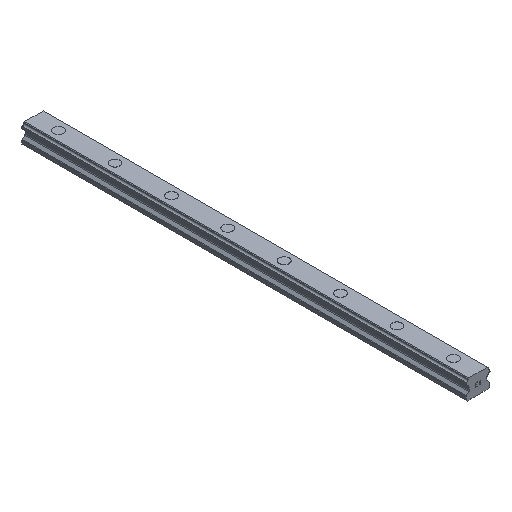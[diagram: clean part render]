
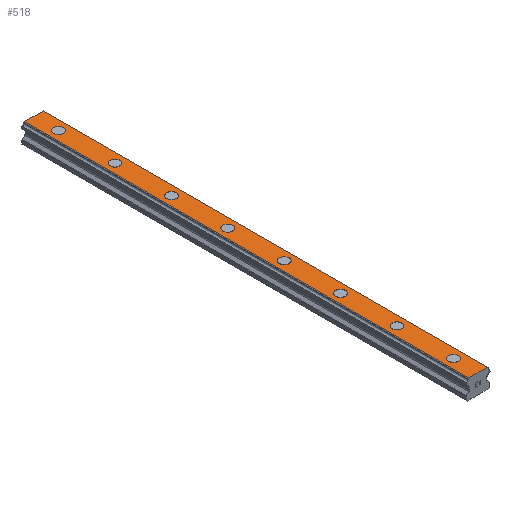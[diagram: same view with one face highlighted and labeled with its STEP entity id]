
A CAD part, isometric view. The second image highlights one B-rep face of the part: STEP entity #518.
In plain terms, the highlighted planar face has unit normal (0, 0, 1).
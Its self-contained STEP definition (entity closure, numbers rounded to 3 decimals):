
#518=ADVANCED_FACE('',(#1063,#1064,#1065,#1066,#1067,#1068,#1069,#1070,#1071),#1072,.T.);
#1063=FACE_BOUND('',#1636,.T.);
#1064=FACE_BOUND('',#1637,.T.);
#1065=FACE_BOUND('',#1638,.T.);
#1066=FACE_BOUND('',#1639,.T.);
#1067=FACE_BOUND('',#1640,.T.);
#1068=FACE_BOUND('',#1641,.T.);
#1069=FACE_BOUND('',#1642,.T.);
#1070=FACE_BOUND('',#1643,.T.);
#1071=FACE_OUTER_BOUND('',#1644,.T.);
#1072=PLANE('',#1645);
#1636=EDGE_LOOP('',(#3122,#3123));
#1637=EDGE_LOOP('',(#3124,#3125));
#1638=EDGE_LOOP('',(#3126,#3127));
#1639=EDGE_LOOP('',(#3128,#3129));
#1640=EDGE_LOOP('',(#3130,#3131));
#1641=EDGE_LOOP('',(#3132,#3133));
#1642=EDGE_LOOP('',(#3134,#3135));
#1643=EDGE_LOOP('',(#3136,#3137));
#1644=EDGE_LOOP('',(#3138,#3139,#3140,#3141));
#1645=AXIS2_PLACEMENT_3D('',#3142,#3143,#3144);
#3122=ORIENTED_EDGE('',*,*,#3407,.T.);
#3123=ORIENTED_EDGE('',*,*,#3825,.T.);
#3124=ORIENTED_EDGE('',*,*,#3397,.T.);
#3125=ORIENTED_EDGE('',*,*,#3831,.T.);
#3126=ORIENTED_EDGE('',*,*,#3387,.T.);
#3127=ORIENTED_EDGE('',*,*,#3837,.T.);
#3128=ORIENTED_EDGE('',*,*,#3377,.T.);
#3129=ORIENTED_EDGE('',*,*,#3843,.T.);
#3130=ORIENTED_EDGE('',*,*,#3367,.T.);
#3131=ORIENTED_EDGE('',*,*,#3849,.T.);
#3132=ORIENTED_EDGE('',*,*,#3357,.T.);
#3133=ORIENTED_EDGE('',*,*,#3855,.T.);
#3134=ORIENTED_EDGE('',*,*,#3347,.T.);
#3135=ORIENTED_EDGE('',*,*,#3861,.T.);
#3136=ORIENTED_EDGE('',*,*,#3337,.T.);
#3137=ORIENTED_EDGE('',*,*,#3867,.T.);
#3138=ORIENTED_EDGE('',*,*,#3804,.T.);
#3139=ORIENTED_EDGE('',*,*,#3914,.F.);
#3140=ORIENTED_EDGE('',*,*,#3674,.T.);
#3141=ORIENTED_EDGE('',*,*,#3912,.T.);
#3142=CARTESIAN_POINT('',(0.0,630.0,27.5));
#3143=DIRECTION('',(0.0,0.0,1.0));
#3144=DIRECTION('',(-1.0,0.0,0.0));
#3337=EDGE_CURVE('',#3970,#3967,#3971,.T.);
#3347=EDGE_CURVE('',#3988,#3985,#3989,.T.);
#3357=EDGE_CURVE('',#4006,#4003,#4007,.T.);
#3367=EDGE_CURVE('',#4024,#4021,#4025,.T.);
#3377=EDGE_CURVE('',#4042,#4039,#4043,.T.);
#3387=EDGE_CURVE('',#4060,#4057,#4061,.T.);
#3397=EDGE_CURVE('',#4078,#4075,#4079,.T.);
#3407=EDGE_CURVE('',#4096,#4093,#4097,.T.);
#3674=EDGE_CURVE('',#4495,#4493,#4496,.T.);
#3804=EDGE_CURVE('',#4710,#4708,#4711,.T.);
#3825=EDGE_CURVE('',#4093,#4096,#4750,.T.);
#3831=EDGE_CURVE('',#4075,#4078,#4756,.T.);
#3837=EDGE_CURVE('',#4057,#4060,#4762,.T.);
#3843=EDGE_CURVE('',#4039,#4042,#4768,.T.);
#3849=EDGE_CURVE('',#4021,#4024,#4774,.T.);
#3855=EDGE_CURVE('',#4003,#4006,#4780,.T.);
#3861=EDGE_CURVE('',#3985,#3988,#4786,.T.);
#3867=EDGE_CURVE('',#3967,#3970,#4792,.T.);
#3912=EDGE_CURVE('',#4493,#4710,#4837,.T.);
#3914=EDGE_CURVE('',#4495,#4708,#4839,.T.);
#3967=VERTEX_POINT('',#4894);
#3970=VERTEX_POINT('',#4898);
#3971=CIRCLE('',#4899,7.0);
#3985=VERTEX_POINT('',#4916);
#3988=VERTEX_POINT('',#4920);
#3989=CIRCLE('',#4921,7.0);
#4003=VERTEX_POINT('',#4938);
#4006=VERTEX_POINT('',#4942);
#4007=CIRCLE('',#4943,7.0);
#4021=VERTEX_POINT('',#4960);
#4024=VERTEX_POINT('',#4964);
#4025=CIRCLE('',#4965,7.0);
#4039=VERTEX_POINT('',#4982);
#4042=VERTEX_POINT('',#4986);
#4043=CIRCLE('',#4987,7.0);
#4057=VERTEX_POINT('',#5004);
#4060=VERTEX_POINT('',#5008);
#4061=CIRCLE('',#5009,7.0);
#4075=VERTEX_POINT('',#5026);
#4078=VERTEX_POINT('',#5030);
#4079=CIRCLE('',#5031,7.0);
#4093=VERTEX_POINT('',#5048);
#4096=VERTEX_POINT('',#5052);
#4097=CIRCLE('',#5053,7.0);
#4493=VERTEX_POINT('',#5591);
#4495=VERTEX_POINT('',#5594);
#4496=LINE('',#5595,#5596);
#4708=VERTEX_POINT('',#5894);
#4710=VERTEX_POINT('',#5897);
#4711=LINE('',#5898,#5899);
#4750=CIRCLE('',#5948,7.0);
#4756=CIRCLE('',#5954,7.0);
#4762=CIRCLE('',#5960,7.0);
#4768=CIRCLE('',#5966,7.0);
#4774=CIRCLE('',#5972,7.0);
#4780=CIRCLE('',#5978,7.0);
#4786=CIRCLE('',#5984,7.0);
#4792=CIRCLE('',#5990,7.0);
#4837=LINE('',#6055,#6056);
#4839=LINE('',#6058,#6059);
#4894=CARTESIAN_POINT('',(7.0,35.0,27.5));
#4898=CARTESIAN_POINT('',(-7.0,35.0,27.5));
#4899=AXIS2_PLACEMENT_3D('',#6131,#6132,#6133);
#4916=CARTESIAN_POINT('',(7.0,115.0,27.5));
#4920=CARTESIAN_POINT('',(-7.0,115.0,27.5));
#4921=AXIS2_PLACEMENT_3D('',#6147,#6148,#6149);
#4938=CARTESIAN_POINT('',(7.0,195.0,27.5));
#4942=CARTESIAN_POINT('',(-7.0,195.0,27.5));
#4943=AXIS2_PLACEMENT_3D('',#6163,#6164,#6165);
#4960=CARTESIAN_POINT('',(7.0,275.0,27.5));
#4964=CARTESIAN_POINT('',(-7.0,275.0,27.5));
#4965=AXIS2_PLACEMENT_3D('',#6179,#6180,#6181);
#4982=CARTESIAN_POINT('',(7.0,355.0,27.5));
#4986=CARTESIAN_POINT('',(-7.0,355.0,27.5));
#4987=AXIS2_PLACEMENT_3D('',#6195,#6196,#6197);
#5004=CARTESIAN_POINT('',(7.0,435.0,27.5));
#5008=CARTESIAN_POINT('',(-7.0,435.0,27.5));
#5009=AXIS2_PLACEMENT_3D('',#6211,#6212,#6213);
#5026=CARTESIAN_POINT('',(7.0,515.0,27.5));
#5030=CARTESIAN_POINT('',(-7.0,515.0,27.5));
#5031=AXIS2_PLACEMENT_3D('',#6227,#6228,#6229);
#5048=CARTESIAN_POINT('',(7.0,595.0,27.5));
#5052=CARTESIAN_POINT('',(-7.0,595.0,27.5));
#5053=AXIS2_PLACEMENT_3D('',#6243,#6244,#6245);
#5591=CARTESIAN_POINT('',(-13.042,630.0,27.5));
#5594=CARTESIAN_POINT('',(13.042,630.0,27.5));
#5595=CARTESIAN_POINT('',(13.042,630.0,27.5));
#5596=VECTOR('',#6539,1.0);
#5894=CARTESIAN_POINT('',(13.042,0.0,27.5));
#5897=CARTESIAN_POINT('',(-13.042,0.0,27.5));
#5898=CARTESIAN_POINT('',(13.042,0.0,27.5));
#5899=VECTOR('',#6681,1.0);
#5948=AXIS2_PLACEMENT_3D('',#6719,#6720,#6721);
#5954=AXIS2_PLACEMENT_3D('',#6728,#6729,#6730);
#5960=AXIS2_PLACEMENT_3D('',#6737,#6738,#6739);
#5966=AXIS2_PLACEMENT_3D('',#6746,#6747,#6748);
#5972=AXIS2_PLACEMENT_3D('',#6755,#6756,#6757);
#5978=AXIS2_PLACEMENT_3D('',#6764,#6765,#6766);
#5984=AXIS2_PLACEMENT_3D('',#6773,#6774,#6775);
#5990=AXIS2_PLACEMENT_3D('',#6782,#6783,#6784);
#6055=CARTESIAN_POINT('',(-13.042,630.0,27.5));
#6056=VECTOR('',#6811,1.0);
#6058=CARTESIAN_POINT('',(13.042,630.0,27.5));
#6059=VECTOR('',#6812,1.0);
#6131=CARTESIAN_POINT('',(0.0,35.0,27.5));
#6132=DIRECTION('',(0.0,0.0,-1.0));
#6133=DIRECTION('',(1.0,0.0,0.0));
#6147=CARTESIAN_POINT('',(0.0,115.0,27.5));
#6148=DIRECTION('',(0.0,0.0,-1.0));
#6149=DIRECTION('',(1.0,0.0,0.0));
#6163=CARTESIAN_POINT('',(0.0,195.0,27.5));
#6164=DIRECTION('',(0.0,0.0,-1.0));
#6165=DIRECTION('',(1.0,0.0,0.0));
#6179=CARTESIAN_POINT('',(0.0,275.0,27.5));
#6180=DIRECTION('',(0.0,0.0,-1.0));
#6181=DIRECTION('',(1.0,0.0,0.0));
#6195=CARTESIAN_POINT('',(0.0,355.0,27.5));
#6196=DIRECTION('',(0.0,0.0,-1.0));
#6197=DIRECTION('',(1.0,0.0,0.0));
#6211=CARTESIAN_POINT('',(0.0,435.0,27.5));
#6212=DIRECTION('',(0.0,0.0,-1.0));
#6213=DIRECTION('',(1.0,0.0,0.0));
#6227=CARTESIAN_POINT('',(0.0,515.0,27.5));
#6228=DIRECTION('',(0.0,0.0,-1.0));
#6229=DIRECTION('',(1.0,0.0,0.0));
#6243=CARTESIAN_POINT('',(0.0,595.0,27.5));
#6244=DIRECTION('',(0.0,0.0,-1.0));
#6245=DIRECTION('',(1.0,0.0,0.0));
#6539=DIRECTION('',(-1.0,0.0,0.0));
#6681=DIRECTION('',(1.0,0.0,0.0));
#6719=CARTESIAN_POINT('',(0.0,595.0,27.5));
#6720=DIRECTION('',(0.0,0.0,-1.0));
#6721=DIRECTION('',(1.0,0.0,0.0));
#6728=CARTESIAN_POINT('',(0.0,515.0,27.5));
#6729=DIRECTION('',(0.0,0.0,-1.0));
#6730=DIRECTION('',(1.0,0.0,0.0));
#6737=CARTESIAN_POINT('',(0.0,435.0,27.5));
#6738=DIRECTION('',(0.0,0.0,-1.0));
#6739=DIRECTION('',(1.0,0.0,0.0));
#6746=CARTESIAN_POINT('',(0.0,355.0,27.5));
#6747=DIRECTION('',(0.0,0.0,-1.0));
#6748=DIRECTION('',(1.0,0.0,0.0));
#6755=CARTESIAN_POINT('',(0.0,275.0,27.5));
#6756=DIRECTION('',(0.0,0.0,-1.0));
#6757=DIRECTION('',(1.0,0.0,0.0));
#6764=CARTESIAN_POINT('',(0.0,195.0,27.5));
#6765=DIRECTION('',(0.0,0.0,-1.0));
#6766=DIRECTION('',(1.0,0.0,0.0));
#6773=CARTESIAN_POINT('',(0.0,115.0,27.5));
#6774=DIRECTION('',(0.0,0.0,-1.0));
#6775=DIRECTION('',(1.0,0.0,0.0));
#6782=CARTESIAN_POINT('',(0.0,35.0,27.5));
#6783=DIRECTION('',(0.0,0.0,-1.0));
#6784=DIRECTION('',(1.0,0.0,0.0));
#6811=DIRECTION('',(0.0,-1.0,0.0));
#6812=DIRECTION('',(0.0,-1.0,0.0));
